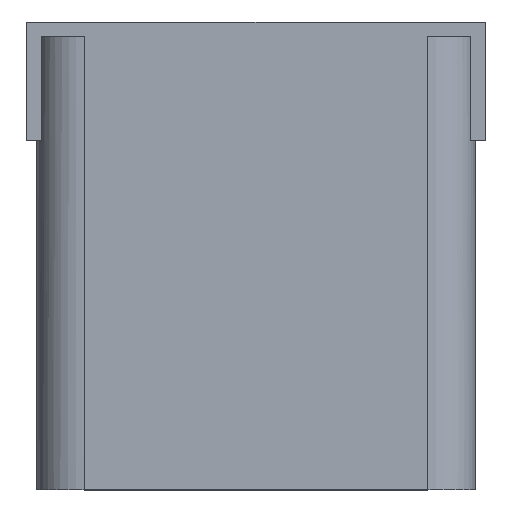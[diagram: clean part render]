
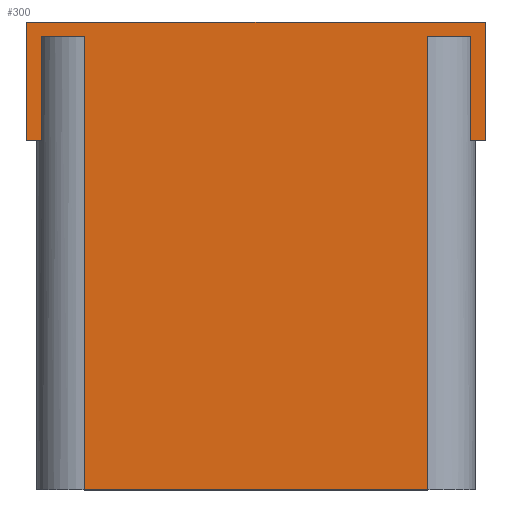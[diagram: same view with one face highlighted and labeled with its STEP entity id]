
A CAD part, top view. The second image highlights one B-rep face of the part: STEP entity #300.
In plain terms, the highlighted planar face has unit normal (0, 0, 1).
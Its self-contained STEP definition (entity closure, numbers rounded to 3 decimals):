
#300 = ADVANCED_FACE( '', ( #628 ), #629, .F. );
#628 = FACE_OUTER_BOUND( '', #973, .T. );
#629 = PLANE( '', #974 );
#973 = EDGE_LOOP( '', ( #1873, #1874, #1875, #1876, #1877, #1878, #1879, #1880, #1881, #1882, #1883, #1884 ) );
#974 = AXIS2_PLACEMENT_3D( '', #1885, #1886, #1887 );
#1873 = ORIENTED_EDGE( '', *, *, #2481, .T. );
#1874 = ORIENTED_EDGE( '', *, *, #2482, .F. );
#1875 = ORIENTED_EDGE( '', *, *, #2401, .F. );
#1876 = ORIENTED_EDGE( '', *, *, #2483, .F. );
#1877 = ORIENTED_EDGE( '', *, *, #2272, .F. );
#1878 = ORIENTED_EDGE( '', *, *, #2137, .F. );
#1879 = ORIENTED_EDGE( '', *, *, #2420, .F. );
#1880 = ORIENTED_EDGE( '', *, *, #2484, .F. );
#1881 = ORIENTED_EDGE( '', *, *, #2260, .T. );
#1882 = ORIENTED_EDGE( '', *, *, #2214, .F. );
#1883 = ORIENTED_EDGE( '', *, *, #2314, .F. );
#1884 = ORIENTED_EDGE( '', *, *, #2377, .T. );
#1885 = CARTESIAN_POINT( '', ( 0., 0., 3.31 ) );
#1886 = DIRECTION( '', ( 0., 0., -1. ) );
#1887 = DIRECTION( '', ( -1., 0., 0. ) );
#2137 = EDGE_CURVE( '', #2578, #2581, #2582, .T. );
#2214 = EDGE_CURVE( '', #2711, #2713, #2714, .T. );
#2260 = EDGE_CURVE( '', #2783, #2713, #2784, .T. );
#2272 = EDGE_CURVE( '', #2581, #2800, #2801, .T. );
#2314 = EDGE_CURVE( '', #2864, #2711, #2866, .T. );
#2377 = EDGE_CURVE( '', #2864, #2955, #2957, .T. );
#2401 = EDGE_CURVE( '', #2993, #2995, #2996, .T. );
#2420 = EDGE_CURVE( '', #3020, #2578, #3022, .T. );
#2481 = EDGE_CURVE( '', #2955, #3098, #3099, .T. );
#2482 = EDGE_CURVE( '', #2995, #3098, #3100, .T. );
#2483 = EDGE_CURVE( '', #2800, #2993, #3101, .T. );
#2484 = EDGE_CURVE( '', #2783, #3020, #3102, .T. );
#2578 = VERTEX_POINT( '', #3216 );
#2581 = VERTEX_POINT( '', #3220 );
#2582 = LINE( '', #3221, #3222 );
#2711 = VERTEX_POINT( '', #3403 );
#2713 = VERTEX_POINT( '', #3405 );
#2714 = LINE( '', #3406, #3407 );
#2783 = VERTEX_POINT( '', #3503 );
#2784 = LINE( '', #3504, #3505 );
#2800 = VERTEX_POINT( '', #3528 );
#2801 = LINE( '', #3529, #3530 );
#2864 = VERTEX_POINT( '', #3621 );
#2866 = LINE( '', #3623, #3624 );
#2955 = VERTEX_POINT( '', #3750 );
#2957 = LINE( '', #3753, #3754 );
#2993 = VERTEX_POINT( '', #3805 );
#2995 = VERTEX_POINT( '', #3808 );
#2996 = LINE( '', #3809, #3810 );
#3020 = VERTEX_POINT( '', #3845 );
#3022 = LINE( '', #3848, #3849 );
#3098 = VERTEX_POINT( '', #3973 );
#3099 = LINE( '', #3974, #3975 );
#3100 = LINE( '', #3976, #3977 );
#3101 = LINE( '', #3978, #3979 );
#3102 = LINE( '', #3980, #3981 );
#3216 = CARTESIAN_POINT( '', ( -4.55, -0.77, 3.31 ) );
#3220 = CARTESIAN_POINT( '', ( -4.85, -0.77, 3.31 ) );
#3221 = CARTESIAN_POINT( '', ( -4.85, -0.77, 3.31 ) );
#3222 = VECTOR( '', #4063, 1000. );
#3403 = CARTESIAN_POINT( '', ( 3.64, -8.17, 3.31 ) );
#3405 = CARTESIAN_POINT( '', ( -3.64, -8.17, 3.31 ) );
#3406 = CARTESIAN_POINT( '', ( 4.64, -8.17, 3.31 ) );
#3407 = VECTOR( '', #4146, 1000. );
#3503 = CARTESIAN_POINT( '', ( -3.64, 1.43, 3.31 ) );
#3504 = CARTESIAN_POINT( '', ( -3.64, -0.77, 3.31 ) );
#3505 = VECTOR( '', #4198, 1000. );
#3528 = CARTESIAN_POINT( '', ( -4.85, 1.73, 3.31 ) );
#3529 = CARTESIAN_POINT( '', ( -4.85, -0.77, 3.31 ) );
#3530 = VECTOR( '', #4209, 1000. );
#3621 = CARTESIAN_POINT( '', ( 3.64, 1.43, 3.31 ) );
#3623 = CARTESIAN_POINT( '', ( 3.64, -0.77, 3.31 ) );
#3624 = VECTOR( '', #4247, 1000. );
#3750 = CARTESIAN_POINT( '', ( 4.55, 1.43, 3.31 ) );
#3753 = CARTESIAN_POINT( '', ( 4.55, 1.43, 3.31 ) );
#3754 = VECTOR( '', #4301, 1000. );
#3805 = CARTESIAN_POINT( '', ( 4.85, 1.73, 3.31 ) );
#3808 = CARTESIAN_POINT( '', ( 4.85, -0.77, 3.31 ) );
#3809 = CARTESIAN_POINT( '', ( 4.85, 1.73, 3.31 ) );
#3810 = VECTOR( '', #4321, 1000. );
#3845 = CARTESIAN_POINT( '', ( -4.55, 1.43, 3.31 ) );
#3848 = CARTESIAN_POINT( '', ( -4.55, 1.43, 3.31 ) );
#3849 = VECTOR( '', #4337, 1000. );
#3973 = CARTESIAN_POINT( '', ( 4.55, -0.77, 3.31 ) );
#3974 = CARTESIAN_POINT( '', ( 4.55, 1.43, 3.31 ) );
#3975 = VECTOR( '', #4389, 1000. );
#3976 = CARTESIAN_POINT( '', ( 4.64, -0.77, 3.31 ) );
#3977 = VECTOR( '', #4390, 1000. );
#3978 = CARTESIAN_POINT( '', ( -4.85, 1.73, 3.31 ) );
#3979 = VECTOR( '', #4391, 1000. );
#3980 = CARTESIAN_POINT( '', ( -3.64, 1.43, 3.31 ) );
#3981 = VECTOR( '', #4392, 1000. );
#4063 = DIRECTION( '', ( -1., 0., 0. ) );
#4146 = DIRECTION( '', ( -1., 0., 0. ) );
#4198 = DIRECTION( '', ( 0., -1., 0. ) );
#4209 = DIRECTION( '', ( 0., 1., 0. ) );
#4247 = DIRECTION( '', ( 0., -1., 0. ) );
#4301 = DIRECTION( '', ( 1., 0., 0. ) );
#4321 = DIRECTION( '', ( 0., -1., 0. ) );
#4337 = DIRECTION( '', ( 0., -1., 0. ) );
#4389 = DIRECTION( '', ( 0., -1., 0. ) );
#4390 = DIRECTION( '', ( -1., 0., 0. ) );
#4391 = DIRECTION( '', ( 1., 0., 0. ) );
#4392 = DIRECTION( '', ( -1., 0., 0. ) );
